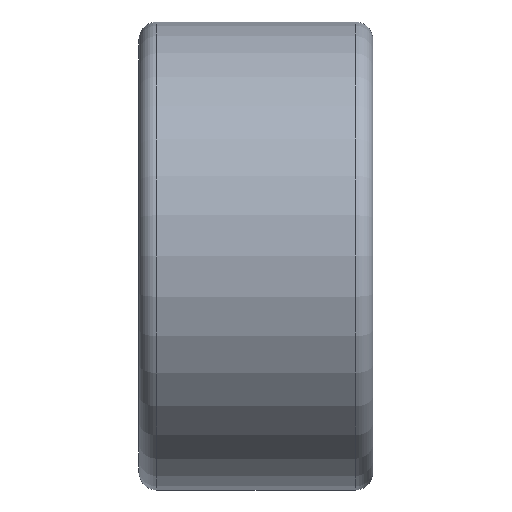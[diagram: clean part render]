
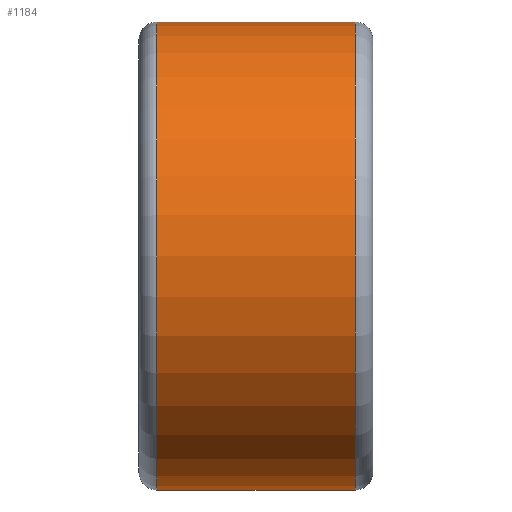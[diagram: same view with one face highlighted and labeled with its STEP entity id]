
A CAD part, front view. The second image highlights one B-rep face of the part: STEP entity #1184.
In plain terms, the highlighted cylindrical face has radius 40 mm (diameter 80 mm), a full revolution.
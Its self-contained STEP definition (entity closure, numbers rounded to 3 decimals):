
#39 = FACE_OUTER_BOUND ( 'NONE', #695, .T. ) ;
#81 = DIRECTION ( 'NONE',  ( 1., 0., 0. ) ) ;
#279 = AXIS2_PLACEMENT_3D ( 'NONE', #1450, #81, #2031 ) ;
#343 = CARTESIAN_POINT ( 'NONE',  ( 37., 0., 40. ) ) ;
#413 = CYLINDRICAL_SURFACE ( 'NONE', #1343, 40. ) ;
#537 = DIRECTION ( 'NONE',  ( -1., 0., 0. ) ) ;
#623 = VERTEX_POINT ( 'NONE', #343 ) ;
#650 = CIRCLE ( 'NONE', #279, 40. ) ;
#695 = EDGE_LOOP ( 'NONE', ( #737 ) ) ;
#700 = CARTESIAN_POINT ( 'NONE',  ( 0., 0., 0. ) ) ;
#737 = ORIENTED_EDGE ( 'NONE', *, *, #2062, .T. ) ;
#753 = CARTESIAN_POINT ( 'NONE',  ( 37., 0., 0. ) ) ;
#884 = CIRCLE ( 'NONE', #986, 40. ) ;
#919 = CARTESIAN_POINT ( 'NONE',  ( 3., 0., -40. ) ) ;
#986 = AXIS2_PLACEMENT_3D ( 'NONE', #753, #1181, #2345 ) ;
#1181 = DIRECTION ( 'NONE',  ( -1., 0., 0. ) ) ;
#1184 = ADVANCED_FACE ( 'NONE', ( #39, #1400 ), #413, .T. ) ;
#1298 = DIRECTION ( 'NONE',  ( 0., 0., 1. ) ) ;
#1343 = AXIS2_PLACEMENT_3D ( 'NONE', #700, #537, #1298 ) ;
#1400 = FACE_OUTER_BOUND ( 'NONE', #2258, .T. ) ;
#1450 = CARTESIAN_POINT ( 'NONE',  ( 3., 0., 0. ) ) ;
#2031 = DIRECTION ( 'NONE',  ( 0., 0., -1. ) ) ;
#2062 = EDGE_CURVE ( 'NONE', #623, #623, #884, .T. ) ;
#2227 = ORIENTED_EDGE ( 'NONE', *, *, #2325, .T. ) ;
#2258 = EDGE_LOOP ( 'NONE', ( #2227 ) ) ;
#2268 = VERTEX_POINT ( 'NONE', #919 ) ;
#2325 = EDGE_CURVE ( 'NONE', #2268, #2268, #650, .T. ) ;
#2345 = DIRECTION ( 'NONE',  ( 0., 0., 1. ) ) ;
